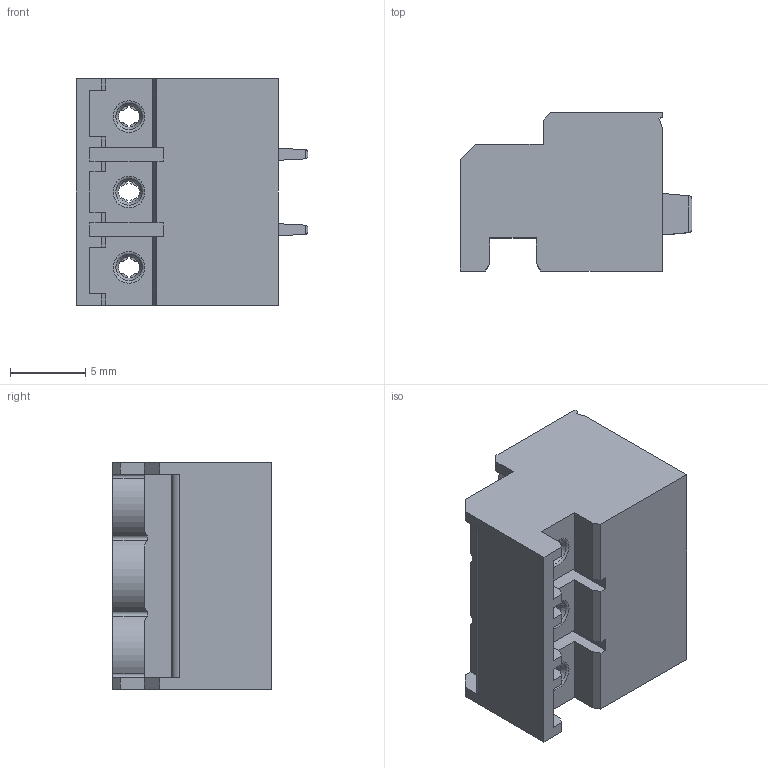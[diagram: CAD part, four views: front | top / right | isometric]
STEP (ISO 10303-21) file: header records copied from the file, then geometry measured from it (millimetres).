
FILE_DESCRIPTION(/* description */ ('Unknown'),/* implementation_level */ '2;1');
FILE_NAME(/* name */ '691315710103',/* time_stamp */ '2017-07-12T09:04:23+02:00',/* author */ ('Unknown'),/* organization */ ('Unknown'),/* preprocessor_version */ 'ST-DEVELOPER v16.7',/* originating_system */ 'DEX',/* authorisation */ $);
FILE_SCHEMA (('AUTOMOTIVE_DESIGN {1 0 10303 214 3 1 1}'));
Length unit declared in the file: millimetre
Products named in the file (2): 6913157101xx; 691315710103
Assembly tree (1 placements, depth 2):
  6913157101xx
    691315710103
Bounding box: 15.35 x 10.5 x 15 mm (x, y, z)
Volume: 1459.5 mm3; surface area: 1543.8 mm2
Topology: 1 solids, 1 shells, 314 faces, 830 edges, 549 vertices
Faces by surface type: plane 241, cylinder 62, cone 6, torus 5
Full cylindrical faces by diameter (mm): 1.4 x5, 2.7 x2, 4 x3
Entity records: 12303 total; most frequent: CARTESIAN_POINT 2266, ORIENTED_EDGE 1604, DIRECTION 1578, EDGE_CURVE 802, LINE 610, VECTOR 610, VERTEX_POINT 542, AXIS2_PLACEMENT_3D 484
